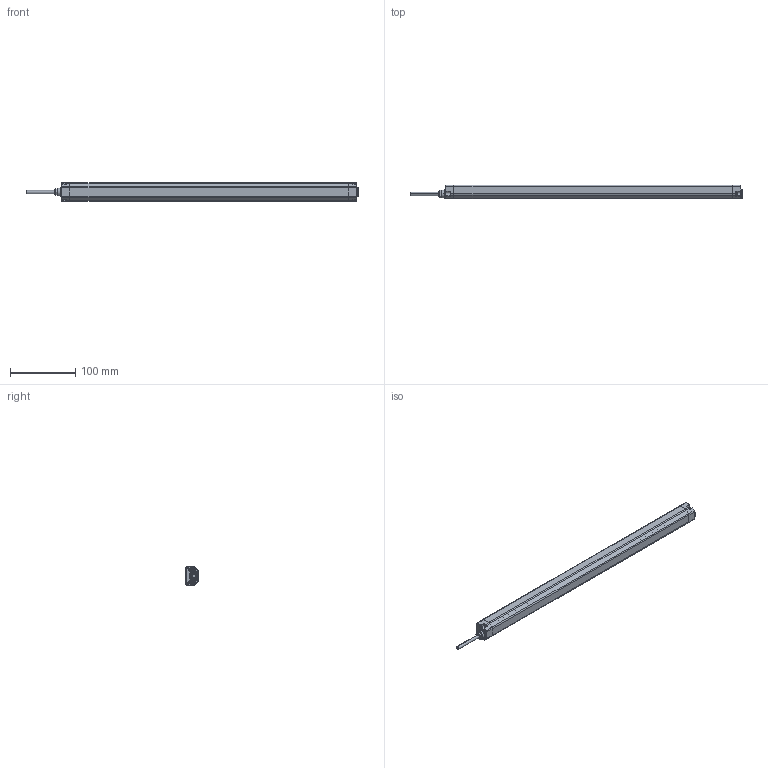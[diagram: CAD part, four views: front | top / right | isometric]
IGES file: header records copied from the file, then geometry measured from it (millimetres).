
Start section:  PTC IGES file: 154525.igs
Global section: file name: 154525.igs; native system: Pro/ENGINEER by Parametric Technology Corporation; preprocessor: 2009141; author: banengservice; organization: Unknown; date: 20101102.130602; units: inch
Bounding box: 509.5 x 21 x 28 mm (x, y, z)
Volume: 103924.4 mm3; surface area: 110360.9 mm2
Topology: 2 solids, 2 shells, 675 faces, 1670 edges, 990 vertices
Faces by surface type: revolution 386, bspline 289
